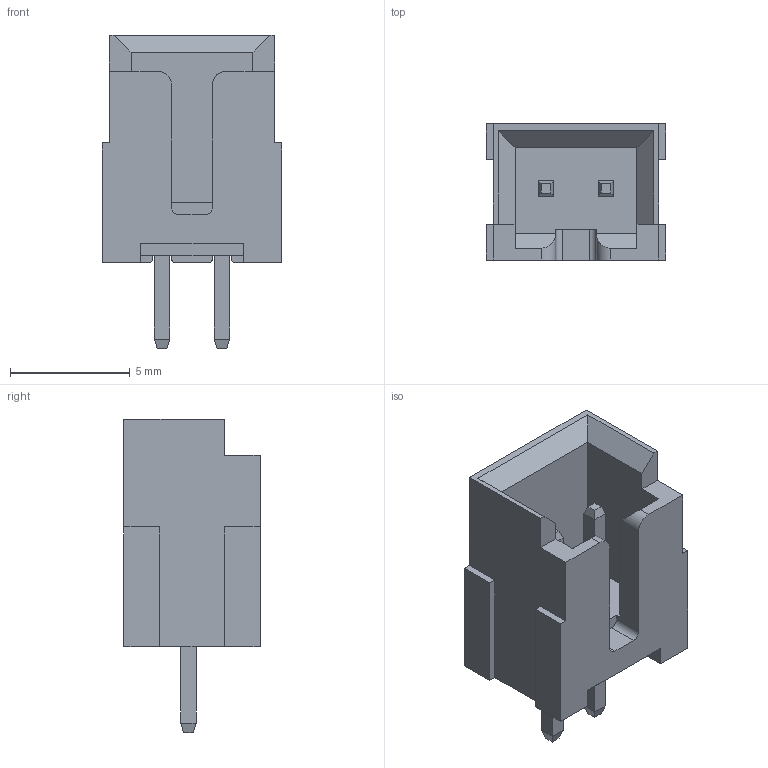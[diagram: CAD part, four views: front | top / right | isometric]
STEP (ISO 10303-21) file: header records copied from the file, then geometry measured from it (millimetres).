
FILE_DESCRIPTION(('CoCreate Modeling STEP Export'),'2;1');
FILE_NAME('DF1B-2P-2.5DSA.stp','2011-03-31T11:12:53',(''),(''),'CoCreate Modeling STEP processor for AP214 (Solid Model)','CoCreate Modeling 17.0 01-Apr-2010 (C) Parametric Technology GmbH','');
FILE_SCHEMA(('AUTOMOTIVE_DESIGN { 1 0 10303 214 1 1 1 1 }'));
Length unit declared in the file: millimetre
Products named in the file (1): DF1B-2P-2.5DSA
Bounding box: 7.5 x 5.7 x 13.1 mm (x, y, z)
Volume: 217.5 mm3; surface area: 475.9 mm2
Topology: 1 solids, 1 shells, 105 faces, 273 edges, 174 vertices
Faces by surface type: plane 97, cylinder 8
Entity records: 3140 total; most frequent: CARTESIAN_POINT 550, ORIENTED_EDGE 546, DIRECTION 497, EDGE_CURVE 273, VECTOR 255, LINE 255, VERTEX_POINT 174, AXIS2_PLACEMENT_3D 121
